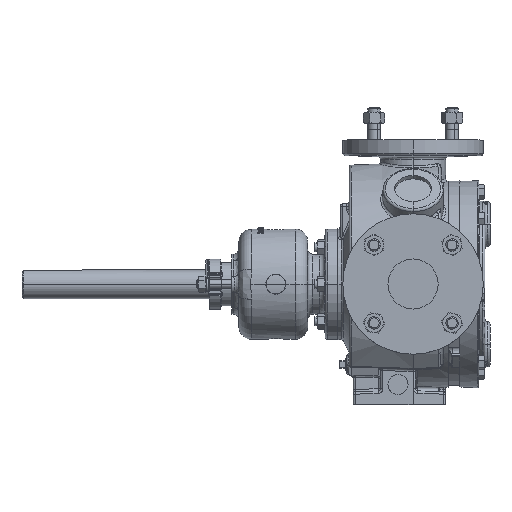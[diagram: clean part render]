
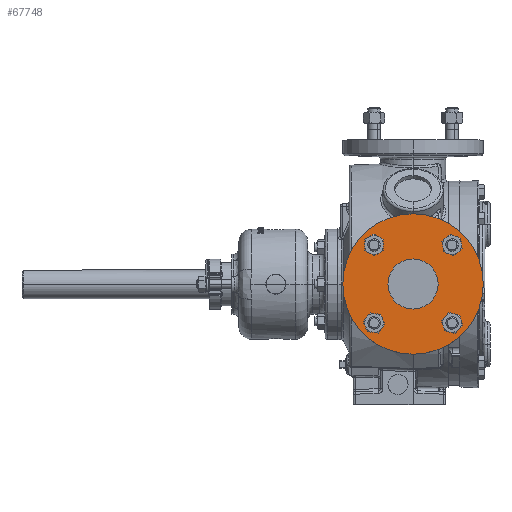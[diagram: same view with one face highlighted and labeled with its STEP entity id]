
A CAD part, top view. The second image highlights one B-rep face of the part: STEP entity #67748.
In plain terms, the highlighted planar face has unit normal (0, 0, 1).
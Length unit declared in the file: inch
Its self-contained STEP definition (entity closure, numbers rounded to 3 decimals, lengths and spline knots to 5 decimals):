
#675 = CARTESIAN_POINT ( 'NONE',  ( -1.75, 0., 7.19 ) ) ;
#1906 = EDGE_LOOP ( 'NONE', ( #27232, #13798 ) ) ;
#2697 = DIRECTION ( 'NONE',  ( 0.86, -0.511, 0. ) ) ;
#3390 = EDGE_LOOP ( 'NONE', ( #74840, #5163 ) ) ;
#4192 = DIRECTION ( 'NONE',  ( 0.86, -0.511, 0. ) ) ;
#5163 = ORIENTED_EDGE ( 'NONE', *, *, #16319, .T. ) ;
#6847 = DIRECTION ( 'NONE',  ( 0., -1., 0. ) ) ;
#7820 = AXIS2_PLACEMENT_3D ( 'NONE', #27772, #70330, #33855 ) ;
#7953 = CARTESIAN_POINT ( 'NONE',  ( -3.69454, -1.94454, 7.19 ) ) ;
#8288 = EDGE_CURVE ( 'NONE', #35333, #17338, #42729, .T. ) ;
#8868 = CARTESIAN_POINT ( 'NONE',  ( 0.49974, -2.01171, 7.19 ) ) ;
#10740 = CIRCLE ( 'NONE', #74287, 0.3125 ) ;
#10895 = AXIS2_PLACEMENT_3D ( 'NONE', #7953, #50397, #14093 ) ;
#10991 = CARTESIAN_POINT ( 'NONE',  ( -1.75, 0., 7.19 ) ) ;
#12472 = ORIENTED_EDGE ( 'NONE', *, *, #26528, .T. ) ;
#13003 = FACE_BOUND ( 'NONE', #1906, .T. ) ;
#13798 = ORIENTED_EDGE ( 'NONE', *, *, #8288, .T. ) ;
#14093 = DIRECTION ( 'NONE',  ( 0.995, -0.103, 0. ) ) ;
#14861 = EDGE_CURVE ( 'NONE', #39330, #41249, #53485, .T. ) ;
#15591 = DIRECTION ( 'NONE',  ( 0., 0., -1. ) ) ;
#15882 = CARTESIAN_POINT ( 'NONE',  ( -3.96315, 2.10425, 7.19 ) ) ;
#16292 = CARTESIAN_POINT ( 'NONE',  ( -4.00538, -1.9123, 7.19 ) ) ;
#16319 = EDGE_CURVE ( 'NONE', #51592, #25197, #56954, .T. ) ;
#17061 = ORIENTED_EDGE ( 'NONE', *, *, #41608, .T. ) ;
#17126 = DIRECTION ( 'NONE',  ( 0., -1., 0. ) ) ;
#17338 = VERTEX_POINT ( 'NONE', #72332 ) ;
#17710 = CARTESIAN_POINT ( 'NONE',  ( -1.75, 0., 7.19 ) ) ;
#18095 = CIRCLE ( 'NONE', #47731, 0.3125 ) ;
#18131 = AXIS2_PLACEMENT_3D ( 'NONE', #51901, #15591, #58059 ) ;
#18314 = ORIENTED_EDGE ( 'NONE', *, *, #31326, .T. ) ;
#19438 = CIRCLE ( 'NONE', #23987, 1.25 ) ;
#20413 = EDGE_CURVE ( 'NONE', #25197, #51592, #63164, .T. ) ;
#22923 = CIRCLE ( 'NONE', #60440, 0.3125 ) ;
#23766 = DIRECTION ( 'NONE',  ( 0., -1., 0. ) ) ;
#23987 = AXIS2_PLACEMENT_3D ( 'NONE', #17710, #60184, #23766 ) ;
#25197 = VERTEX_POINT ( 'NONE', #41728 ) ;
#26302 = CARTESIAN_POINT ( 'NONE',  ( 0.19454, 1.94454, 7.19 ) ) ;
#26528 = EDGE_CURVE ( 'NONE', #32827, #65534, #45525, .T. ) ;
#27216 = FACE_OUTER_BOUND ( 'NONE', #39164, .T. ) ;
#27232 = ORIENTED_EDGE ( 'NONE', *, *, #53730, .T. ) ;
#27772 = CARTESIAN_POINT ( 'NONE',  ( -1.75, 0., 7.19 ) ) ;
#31216 = CARTESIAN_POINT ( 'NONE',  ( 0.19454, 1.94454, 7.19 ) ) ;
#31326 = EDGE_CURVE ( 'NONE', #53177, #53484, #10740, .T. ) ;
#31478 = CARTESIAN_POINT ( 'NONE',  ( -3.69454, -1.94454, 7.19 ) ) ;
#31581 = AXIS2_PLACEMENT_3D ( 'NONE', #75674, #39141, #2697 ) ;
#32103 = EDGE_LOOP ( 'NONE', ( #18314, #60435 ) ) ;
#32425 = DIRECTION ( 'NONE',  ( 0.935, -0.354, 0. ) ) ;
#32480 = CARTESIAN_POINT ( 'NONE',  ( 0.19454, -1.94454, 7.19 ) ) ;
#32704 = EDGE_CURVE ( 'NONE', #41249, #39330, #71431, .T. ) ;
#32827 = VERTEX_POINT ( 'NONE', #42023 ) ;
#32849 = CARTESIAN_POINT ( 'NONE',  ( -1.75, -1.25, 7.19 ) ) ;
#33855 = DIRECTION ( 'NONE',  ( 0., -1., 0. ) ) ;
#35116 = CARTESIAN_POINT ( 'NONE',  ( 0.19454, -1.94454, 7.19 ) ) ;
#35333 = VERTEX_POINT ( 'NONE', #57498 ) ;
#36119 = ORIENTED_EDGE ( 'NONE', *, *, #56370, .T. ) ;
#37320 = DIRECTION ( 'NONE',  ( 0.935, -0.354, 0. ) ) ;
#37569 = DIRECTION ( 'NONE',  ( 0.995, -0.103, 0. ) ) ;
#38567 = DIRECTION ( 'NONE',  ( 0.977, -0.215, 0. ) ) ;
#39141 = DIRECTION ( 'NONE',  ( 0., 0., -1. ) ) ;
#39143 = EDGE_LOOP ( 'NONE', ( #12472, #17061 ) ) ;
#39164 = EDGE_LOOP ( 'NONE', ( #49579, #58303 ) ) ;
#39330 = VERTEX_POINT ( 'NONE', #42249 ) ;
#39931 = AXIS2_PLACEMENT_3D ( 'NONE', #77141, #40602, #4192 ) ;
#40074 = AXIS2_PLACEMENT_3D ( 'NONE', #31478, #74104, #37569 ) ;
#40602 = DIRECTION ( 'NONE',  ( 0., 0., -1. ) ) ;
#41069 = VERTEX_POINT ( 'NONE', #32849 ) ;
#41150 = CARTESIAN_POINT ( 'NONE',  ( -1.75, 1.25, 7.19 ) ) ;
#41244 = DIRECTION ( 'NONE',  ( 0.977, -0.215, 0. ) ) ;
#41249 = VERTEX_POINT ( 'NONE', #71705 ) ;
#41608 = EDGE_CURVE ( 'NONE', #65534, #32827, #77843, .T. ) ;
#41728 = CARTESIAN_POINT ( 'NONE',  ( -3.38371, -1.97679, 7.19 ) ) ;
#42023 = CARTESIAN_POINT ( 'NONE',  ( -3.42594, 1.78484, 7.19 ) ) ;
#42249 = CARTESIAN_POINT ( 'NONE',  ( -1.75, 3.5, 7.19 ) ) ;
#42729 = CIRCLE ( 'NONE', #53041, 0.3125 ) ;
#43219 = DIRECTION ( 'NONE',  ( 0., 0., 1. ) ) ;
#43368 = FACE_BOUND ( 'NONE', #3390, .T. ) ;
#45255 = FACE_BOUND ( 'NONE', #45358, .T. ) ;
#45358 = EDGE_LOOP ( 'NONE', ( #49871, #36119 ) ) ;
#45525 = CIRCLE ( 'NONE', #31581, 0.3125 ) ;
#47731 = AXIS2_PLACEMENT_3D ( 'NONE', #26302, #68888, #32425 ) ;
#47868 = EDGE_CURVE ( 'NONE', #41069, #65129, #50770, .T. ) ;
#48350 = AXIS2_PLACEMENT_3D ( 'NONE', #10991, #53432, #17126 ) ;
#49579 = ORIENTED_EDGE ( 'NONE', *, *, #14861, .F. ) ;
#49871 = ORIENTED_EDGE ( 'NONE', *, *, #47868, .T. ) ;
#50397 = DIRECTION ( 'NONE',  ( 0., 0., -1. ) ) ;
#50770 = CIRCLE ( 'NONE', #7820, 1.25 ) ;
#51592 = VERTEX_POINT ( 'NONE', #16292 ) ;
#51901 = CARTESIAN_POINT ( 'NONE',  ( -1.75, 0., 7.19 ) ) ;
#53041 = AXIS2_PLACEMENT_3D ( 'NONE', #31216, #73863, #37320 ) ;
#53136 = EDGE_CURVE ( 'NONE', #53484, #53177, #22923, .T. ) ;
#53177 = VERTEX_POINT ( 'NONE', #8868 ) ;
#53432 = DIRECTION ( 'NONE',  ( 0., 0., -1. ) ) ;
#53484 = VERTEX_POINT ( 'NONE', #75818 ) ;
#53485 = CIRCLE ( 'NONE', #18131, 3.5 ) ;
#53730 = EDGE_CURVE ( 'NONE', #17338, #35333, #18095, .T. ) ;
#56370 = EDGE_CURVE ( 'NONE', #65129, #41069, #19438, .T. ) ;
#56954 = CIRCLE ( 'NONE', #40074, 0.3125 ) ;
#57498 = CARTESIAN_POINT ( 'NONE',  ( -0.09772, 2.05518, 7.19 ) ) ;
#58059 = DIRECTION ( 'NONE',  ( 0., -1., 0. ) ) ;
#58303 = ORIENTED_EDGE ( 'NONE', *, *, #32704, .F. ) ;
#59555 = FACE_BOUND ( 'NONE', #39143, .T. ) ;
#60184 = DIRECTION ( 'NONE',  ( 0., 0., -1. ) ) ;
#60435 = ORIENTED_EDGE ( 'NONE', *, *, #53136, .T. ) ;
#60440 = AXIS2_PLACEMENT_3D ( 'NONE', #32480, #75102, #38567 ) ;
#61468 = FACE_BOUND ( 'NONE', #32103, .T. ) ;
#63164 = CIRCLE ( 'NONE', #10895, 0.3125 ) ;
#65129 = VERTEX_POINT ( 'NONE', #41150 ) ;
#65358 = PLANE ( 'NONE',  #67698 ) ;
#65534 = VERTEX_POINT ( 'NONE', #15882 ) ;
#67698 = AXIS2_PLACEMENT_3D ( 'NONE', #675, #43219, #6847 ) ;
#67748 = ADVANCED_FACE ( 'NONE', ( #45255, #59555, #13003, #61468, #43368, #27216 ), #65358, .T. ) ;
#68888 = DIRECTION ( 'NONE',  ( 0., 0., -1. ) ) ;
#70330 = DIRECTION ( 'NONE',  ( 0., 0., -1. ) ) ;
#71431 = CIRCLE ( 'NONE', #48350, 3.5 ) ;
#71705 = CARTESIAN_POINT ( 'NONE',  ( -1.75, -3.5, 7.19 ) ) ;
#72332 = CARTESIAN_POINT ( 'NONE',  ( 0.4868, 1.8339, 7.19 ) ) ;
#73863 = DIRECTION ( 'NONE',  ( 0., 0., -1. ) ) ;
#74104 = DIRECTION ( 'NONE',  ( 0., 0., -1. ) ) ;
#74287 = AXIS2_PLACEMENT_3D ( 'NONE', #35116, #77789, #41244 ) ;
#74840 = ORIENTED_EDGE ( 'NONE', *, *, #20413, .T. ) ;
#75102 = DIRECTION ( 'NONE',  ( 0., 0., -1. ) ) ;
#75674 = CARTESIAN_POINT ( 'NONE',  ( -3.69454, 1.94454, 7.19 ) ) ;
#75818 = CARTESIAN_POINT ( 'NONE',  ( -0.11065, -1.87737, 7.19 ) ) ;
#77141 = CARTESIAN_POINT ( 'NONE',  ( -3.69454, 1.94454, 7.19 ) ) ;
#77789 = DIRECTION ( 'NONE',  ( 0., 0., -1. ) ) ;
#77843 = CIRCLE ( 'NONE', #39931, 0.3125 ) ;
